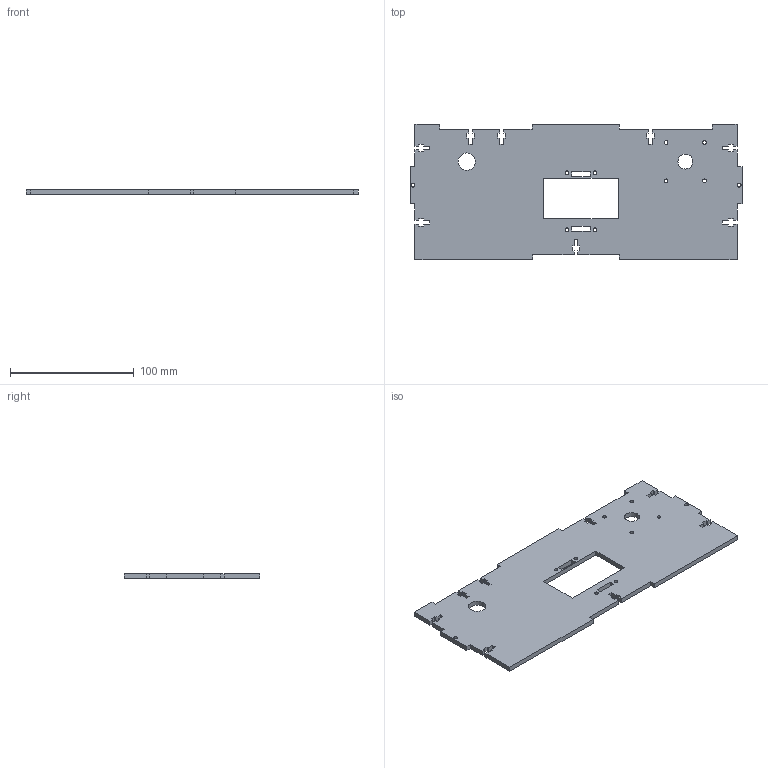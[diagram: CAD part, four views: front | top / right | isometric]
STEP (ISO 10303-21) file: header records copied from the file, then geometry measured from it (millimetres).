
FILE_DESCRIPTION(('STEP AP203'), '1');
FILE_NAME('???????? ?????? ??????', '2026-01-06T09:00:56', ('USER'), ('HP'), 'C3D Converter', 'C3D Toolkit', '');
FILE_SCHEMA(('CONFIG_CONTROL_DESIGN'));
Length unit declared in the file: millimetre
Bounding box: 268 x 109 x 4 mm (x, y, z)
Volume: 99521.1 mm3; surface area: 55584.3 mm2
Topology: 1 solids, 1 shells, 146 faces, 432 edges, 288 vertices
Faces by surface type: plane 134, cylinder 12
Full cylindrical faces by diameter (mm): 3 x10, 12 x1, 14 x1
Entity records: 4840 total; most frequent: CARTESIAN_POINT 855, ORIENTED_EDGE 840, DIRECTION 738, EDGE_CURVE 420, LINE 396, VECTOR 396, VERTEX_POINT 288, EDGE_LOOP 188
